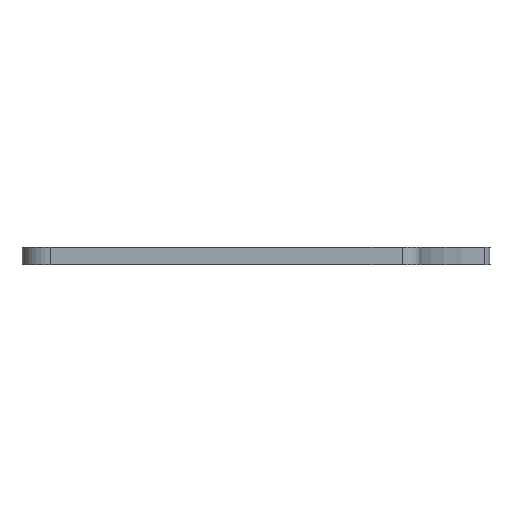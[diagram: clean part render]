
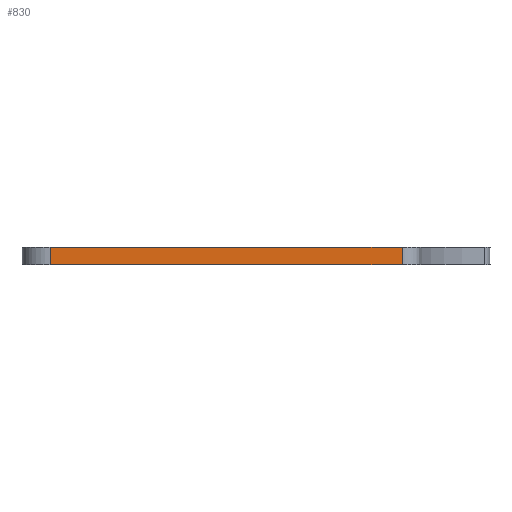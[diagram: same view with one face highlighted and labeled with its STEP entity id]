
A CAD part, left-side view. The second image highlights one B-rep face of the part: STEP entity #830.
In plain terms, the highlighted planar face has unit normal (-1, 0, 0).
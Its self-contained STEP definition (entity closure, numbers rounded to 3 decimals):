
#85=FACE_OUTER_BOUND('',#135,.T.);
#135=EDGE_LOOP('',(#603,#604,#605,#606));
#185=LINE('',#1127,#258);
#200=LINE('',#1521,#273);
#201=LINE('',#1522,#274);
#202=LINE('',#1523,#275);
#258=VECTOR('',#951,10.);
#273=VECTOR('',#986,10.);
#274=VECTOR('',#987,10.);
#275=VECTOR('',#988,10.);
#355=VERTEX_POINT('',#1124);
#356=VERTEX_POINT('',#1126);
#394=VERTEX_POINT('',#1519);
#395=VERTEX_POINT('',#1520);
#439=EDGE_CURVE('',#355,#356,#185,.T.);
#478=EDGE_CURVE('',#394,#395,#200,.T.);
#479=EDGE_CURVE('',#356,#394,#201,.T.);
#480=EDGE_CURVE('',#355,#395,#202,.T.);
#603=ORIENTED_EDGE('',*,*,#478,.F.);
#604=ORIENTED_EDGE('',*,*,#479,.F.);
#605=ORIENTED_EDGE('',*,*,#439,.F.);
#606=ORIENTED_EDGE('',*,*,#480,.T.);
#812=PLANE('',#904);
#830=ADVANCED_FACE('',(#85),#812,.T.);
#904=AXIS2_PLACEMENT_3D('',#1518,#984,#985);
#951=DIRECTION('',(0.,-1.,0.));
#984=DIRECTION('center_axis',(-1.,0.,0.));
#985=DIRECTION('ref_axis',(0.,1.,0.));
#986=DIRECTION('',(0.,1.,0.));
#987=DIRECTION('',(0.,0.,-1.));
#988=DIRECTION('',(0.,0.,-1.));
#1124=CARTESIAN_POINT('',(-53.75,120.,5.));
#1126=CARTESIAN_POINT('',(-53.75,20.,5.));
#1127=CARTESIAN_POINT('',(-53.75,120.,5.));
#1518=CARTESIAN_POINT('Origin',(-53.75,20.,5.));
#1519=CARTESIAN_POINT('',(-53.75,20.,0.));
#1520=CARTESIAN_POINT('',(-53.75,120.,0.));
#1521=CARTESIAN_POINT('',(-53.75,47.,0.));
#1522=CARTESIAN_POINT('',(-53.75,20.,5.));
#1523=CARTESIAN_POINT('',(-53.75,120.,5.));
